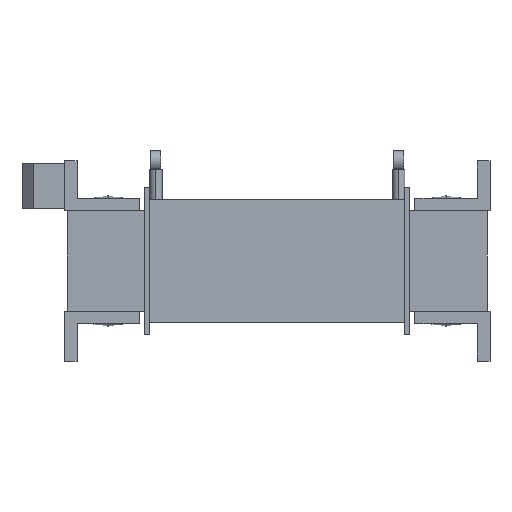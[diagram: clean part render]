
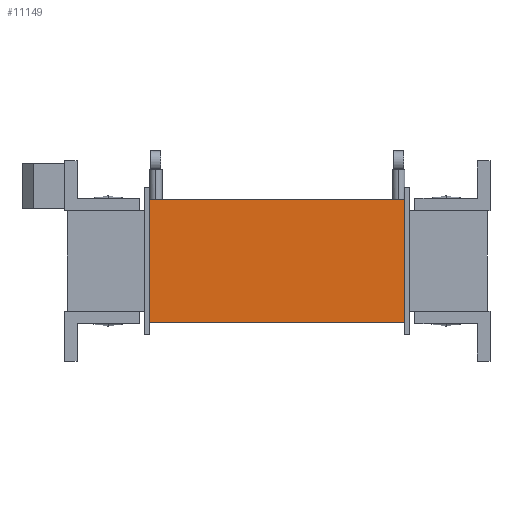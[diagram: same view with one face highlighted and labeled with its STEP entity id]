
A CAD part, left-side view. The second image highlights one B-rep face of the part: STEP entity #11149.
In plain terms, the highlighted planar face has unit normal (-1, 0, 0).
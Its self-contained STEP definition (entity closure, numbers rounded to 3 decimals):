
#11026=DIRECTION('',(0.,0.,1.));
#11027=VECTOR('',#11026,49.);
#11028=CARTESIAN_POINT('',(-84.5,136.,-24.5));
#11029=LINE('',#11028,#11027);
#11033=DIRECTION('',(0.,-1.,0.));
#11034=VECTOR('',#11033,102.);
#11035=CARTESIAN_POINT('',(-84.5,136.,24.5));
#11036=LINE('',#11035,#11034);
#11054=DIRECTION('',(0.,0.,1.));
#11055=VECTOR('',#11054,49.);
#11056=CARTESIAN_POINT('',(-84.5,34.,-24.5));
#11057=LINE('',#11056,#11055);
#11082=DIRECTION('',(0.,-1.,0.));
#11083=VECTOR('',#11082,102.);
#11084=CARTESIAN_POINT('',(-84.5,136.,-24.5));
#11085=LINE('',#11084,#11083);
#11089=CARTESIAN_POINT('',(-84.5,136.,24.5));
#11091=VERTEX_POINT('',#11089);
#11095=CARTESIAN_POINT('',(-84.5,34.,24.5));
#11096=VERTEX_POINT('',#11095);
#11097=CARTESIAN_POINT('',(-84.5,136.,-24.5));
#11098=VERTEX_POINT('',#11097);
#11101=CARTESIAN_POINT('',(-84.5,34.,-24.5));
#11102=VERTEX_POINT('',#11101);
#11136=CARTESIAN_POINT('',(-84.5,34.,-24.5));
#11137=DIRECTION('',(-1.,0.,0.));
#11138=DIRECTION('',(0.,0.,1.));
#11139=AXIS2_PLACEMENT_3D('',#11136,#11137,#11138);
#11140=PLANE('',#11139);
#11141=ORIENTED_EDGE('',*,*,#11127,.T.);
#11142=ORIENTED_EDGE('',*,*,#11116,.T.);
#11144=ORIENTED_EDGE('',*,*,#11143,.F.);
#11146=ORIENTED_EDGE('',*,*,#11145,.F.);
#11147=EDGE_LOOP('',(#11141,#11142,#11144,#11146));
#11148=FACE_OUTER_BOUND('',#11147,.F.);
#11116=EDGE_CURVE('',#11091,#11096,#11036,.T.);
#11127=EDGE_CURVE('',#11098,#11091,#11029,.T.);
#11143=EDGE_CURVE('',#11102,#11096,#11057,.T.);
#11145=EDGE_CURVE('',#11098,#11102,#11085,.T.);
#11149=ADVANCED_FACE('',(#11148),#11140,.T.);
